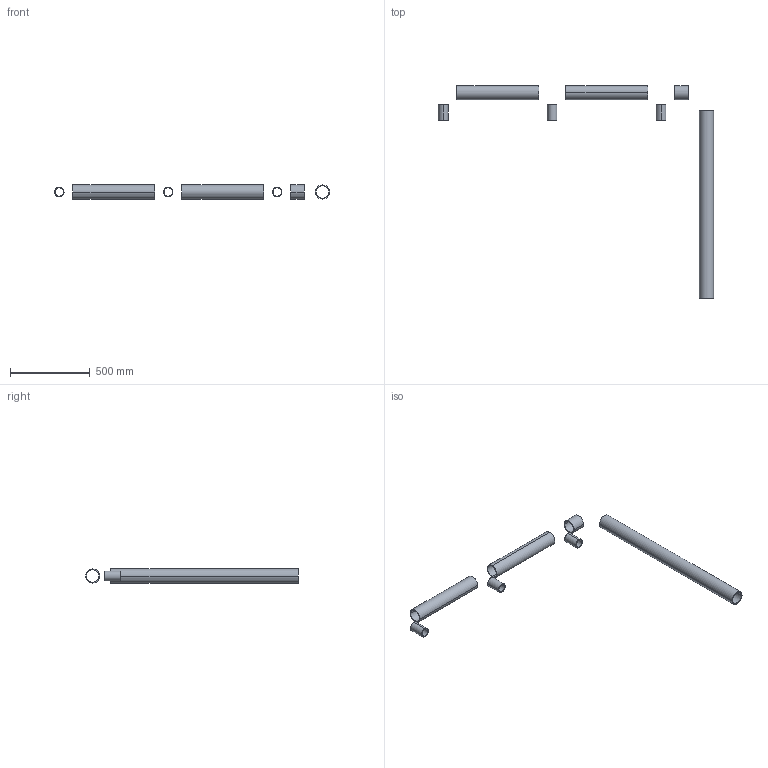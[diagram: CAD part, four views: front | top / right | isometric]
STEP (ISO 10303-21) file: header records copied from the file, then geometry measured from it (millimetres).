
FILE_DESCRIPTION (( 'STEP AP203' ), '1' );
FILE_NAME ('3996-50-10_REV_.step', '2026-03-04T02:50:24', ( '' ), ( '' ), 'SwSTEP 2.0', 'SolidWorks 2025', '' );
FILE_SCHEMA (( 'CONFIG_CONTROL_DESIGN' ));
Length unit declared in the file: millimetre
Products named in the file (1): 3996-50-10_REV_
Bounding box: 1729.6 x 1337.45 x 88.9 mm (x, y, z)
Volume: 3501395.3 mm3; surface area: 1318846.5 mm2
Topology: 7 solids, 7 shells, 42 faces, 84 edges, 56 vertices
Faces by surface type: cylinder 28, plane 14
Entity records: 1217 total; most frequent: DIRECTION 226, CARTESIAN_POINT 183, ORIENTED_EDGE 168, AXIS2_PLACEMENT_3D 99, EDGE_CURVE 84, VERTEX_POINT 56, CIRCLE 56, EDGE_LOOP 56
